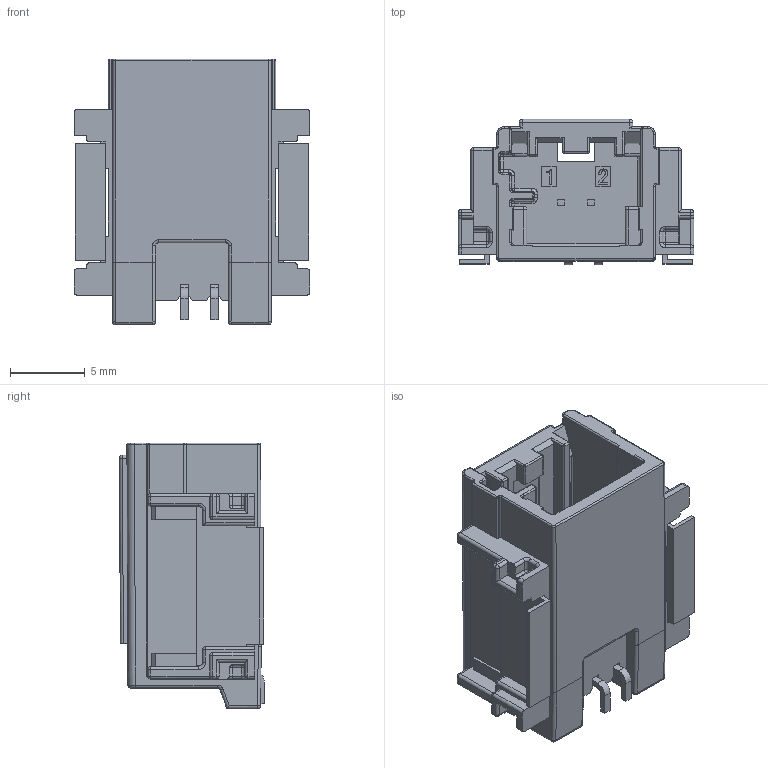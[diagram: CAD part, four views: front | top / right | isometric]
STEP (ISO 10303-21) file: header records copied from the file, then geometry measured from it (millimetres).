
FILE_DESCRIPTION((''),'2;1');
FILE_NAME('349128020','2021-05-06T',('gga'),(''),'PRO/ENGINEER BY PARAMETRIC TECHNOLOGY CORPORATION, 2016010','PRO/ENGINEER BY PARAMETRIC TECHNOLOGY CORPORATION, 2016010','');
FILE_SCHEMA(('CONFIG_CONTROL_DESIGN'));
Length unit declared in the file: millimetre
Products named in the file (1): 349128020
Bounding box: 15.8 x 9.71 x 17.8 mm (x, y, z)
Volume: 874.2 mm3; surface area: 1854.6 mm2
Topology: 1 solids, 1 shells, 853 faces, 2215 edges, 1274 vertices
Faces by surface type: plane 345, cylinder 328, sphere 81, bspline 51, torus 33, extrusion 15
Entity records: 29075 total; most frequent: CARTESIAN_POINT 9258, ORIENTED_EDGE 4214, DIRECTION 3960, EDGE_CURVE 2107, VECTOR 1370, LINE 1355, AXIS2_PLACEMENT_3D 1295, VERTEX_POINT 1258
